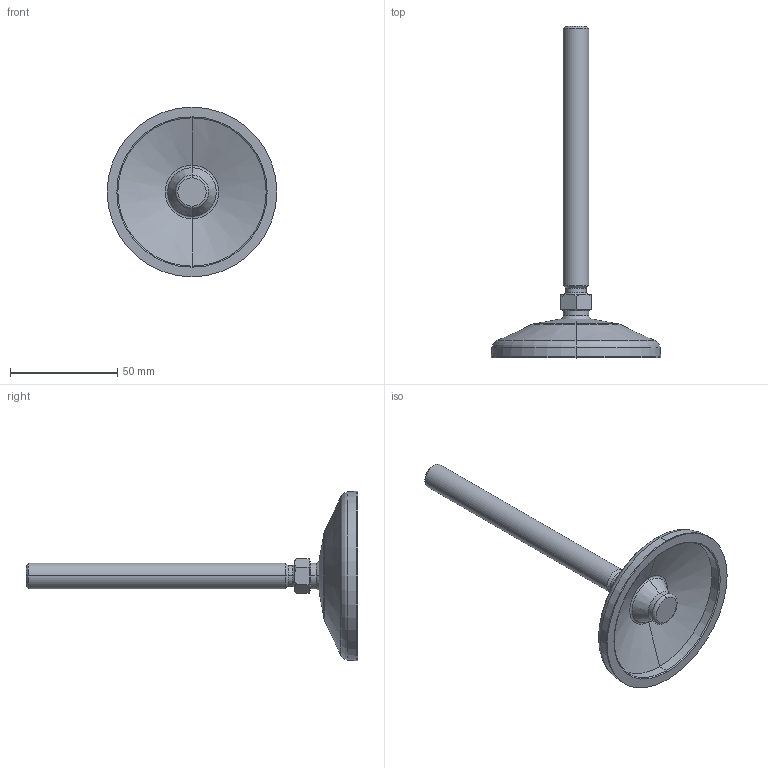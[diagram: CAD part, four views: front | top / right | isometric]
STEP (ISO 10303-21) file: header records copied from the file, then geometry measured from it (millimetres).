
FILE_DESCRIPTION (( 'STEP AP214' ), '1' );
FILE_NAME ('9d080k12066m.STEP', '2012-02-24T15:26:35', ( 'de01pc046' ), ( 'Fath GmbH' ), 'SwSTEP 2.0', 'SolidWorks 2011', '' );
FILE_SCHEMA (( 'AUTOMOTIVE_DESIGN' ));
Length unit declared in the file: millimetre
Products named in the file (3): 098d080k_098 d 080 k; 098dm12020m-Tab_098 dm 16 125; 9d080k12066m
Assembly tree (2 placements, depth 2):
  9d080k12066m
    098d080k_098 d 080 k
    098dm12020m-Tab_098 dm 16 125
Bounding box: 79 x 154.5 x 79 mm (x, y, z)
Volume: 46397.8 mm3; surface area: 19571.5 mm2
Topology: 2 solids, 2 shells, 72 faces, 166 edges, 98 vertices
Faces by surface type: cone 26, plane 16, cylinder 14, torus 12, sphere 4
Entity records: 2160 total; most frequent: CARTESIAN_POINT 447, DIRECTION 380, ORIENTED_EDGE 312, AXIS2_PLACEMENT_3D 167, EDGE_CURVE 156, VERTEX_POINT 94, CIRCLE 90, EDGE_LOOP 78
